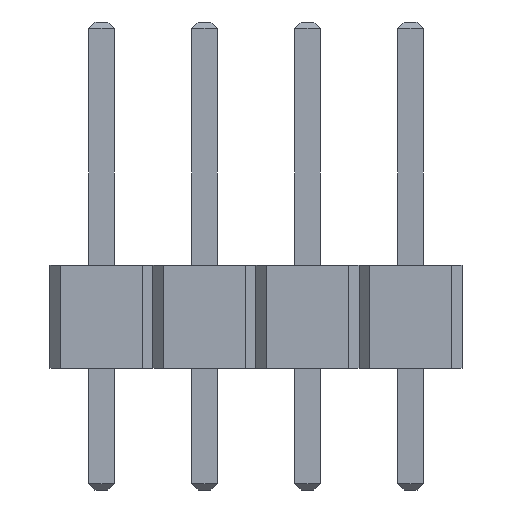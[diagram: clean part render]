
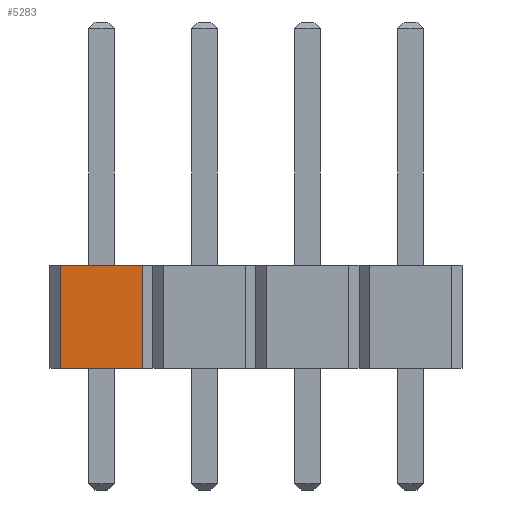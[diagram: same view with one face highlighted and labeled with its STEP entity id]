
A CAD part, left-side view. The second image highlights one B-rep face of the part: STEP entity #5283.
In plain terms, the highlighted planar face has unit normal (-1, 0, 0).
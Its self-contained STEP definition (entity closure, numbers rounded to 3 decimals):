
#42=FACE_OUTER_BOUND('',#342,.T.);
#342=EDGE_LOOP('',(#3258,#3259,#3260,#3261));
#666=LINE('',#7221,#1380);
#671=LINE('',#7231,#1385);
#672=LINE('',#7233,#1386);
#673=LINE('',#7234,#1387);
#1380=VECTOR('',#5903,1.);
#1385=VECTOR('',#5912,1.);
#1386=VECTOR('',#5913,1.);
#1387=VECTOR('',#5914,1.);
#2094=VERTEX_POINT('',#7218);
#2095=VERTEX_POINT('',#7220);
#2098=VERTEX_POINT('',#7230);
#2099=VERTEX_POINT('',#7232);
#2538=EDGE_CURVE('',#2094,#2095,#666,.T.);
#2543=EDGE_CURVE('',#2094,#2098,#671,.T.);
#2544=EDGE_CURVE('',#2098,#2099,#672,.T.);
#2545=EDGE_CURVE('',#2095,#2099,#673,.T.);
#3258=ORIENTED_EDGE('',*,*,#2538,.F.);
#3259=ORIENTED_EDGE('',*,*,#2543,.T.);
#3260=ORIENTED_EDGE('',*,*,#2544,.T.);
#3261=ORIENTED_EDGE('',*,*,#2545,.F.);
#4680=PLANE('',#5599);
#5283=ADVANCED_FACE('',(#42),#4680,.F.);
#5599=AXIS2_PLACEMENT_3D('',#7229,#5910,#5911);
#5903=DIRECTION('',(0.,0.,1.));
#5910=DIRECTION('center_axis',(1.,0.,0.));
#5911=DIRECTION('ref_axis',(0.,-1.,0.));
#5912=DIRECTION('',(0.,-1.,0.));
#5913=DIRECTION('',(0.,0.,1.));
#5914=DIRECTION('',(0.,-1.,0.));
#7218=CARTESIAN_POINT('',(-1.27,1.016,0.));
#7220=CARTESIAN_POINT('',(-1.27,1.016,2.54));
#7221=CARTESIAN_POINT('',(-1.27,1.016,0.));
#7229=CARTESIAN_POINT('Origin',(-1.27,1.016,0.));
#7230=CARTESIAN_POINT('',(-1.27,-1.016,0.));
#7231=CARTESIAN_POINT('',(-1.27,1.016,0.));
#7232=CARTESIAN_POINT('',(-1.27,-1.016,2.54));
#7233=CARTESIAN_POINT('',(-1.27,-1.016,0.));
#7234=CARTESIAN_POINT('',(-1.27,1.016,2.54));
